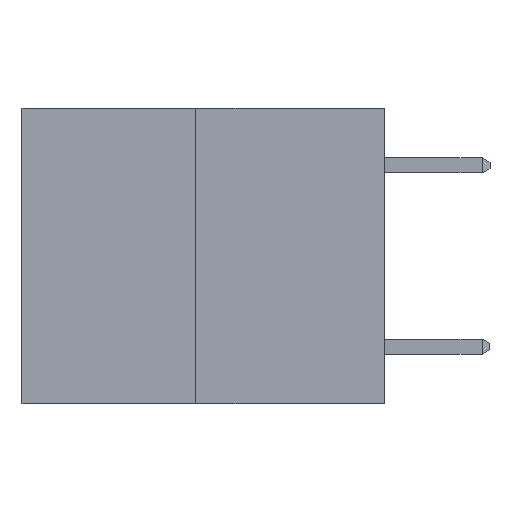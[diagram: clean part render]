
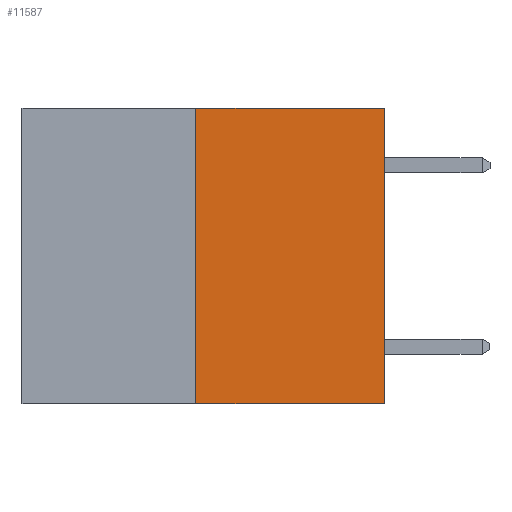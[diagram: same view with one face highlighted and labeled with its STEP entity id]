
A CAD part, left-side view. The second image highlights one B-rep face of the part: STEP entity #11587.
In plain terms, the highlighted planar face has unit normal (-1, 0, 0).
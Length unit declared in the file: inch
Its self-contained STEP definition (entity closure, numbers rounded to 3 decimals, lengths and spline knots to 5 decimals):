
#170 = DIRECTION ( 'NONE',  ( 1., 0., 0. ) ) ;
#330 = VECTOR ( 'NONE', #626, 39.37008 ) ;
#626 = DIRECTION ( 'NONE',  ( 0., -1., 0. ) ) ;
#942 = FACE_OUTER_BOUND ( 'NONE', #7846, .T. ) ;
#1457 = VERTEX_POINT ( 'NONE', #7316 ) ;
#1660 = ORIENTED_EDGE ( 'NONE', *, *, #10742, .F. ) ;
#1692 = CARTESIAN_POINT ( 'NONE',  ( 0., 0.6, -0.49 ) ) ;
#2300 = CARTESIAN_POINT ( 'NONE',  ( 0., 0., 0. ) ) ;
#2472 = CARTESIAN_POINT ( 'NONE',  ( 0., 0.6, 0. ) ) ;
#2904 = VERTEX_POINT ( 'NONE', #10152 ) ;
#4242 = DIRECTION ( 'NONE',  ( 0., 0., 1. ) ) ;
#4635 = DIRECTION ( 'NONE',  ( 0., -1., 0. ) ) ;
#4883 = ORIENTED_EDGE ( 'NONE', *, *, #6874, .F. ) ;
#5355 = VECTOR ( 'NONE', #5523, 39.37008 ) ;
#5436 = ORIENTED_EDGE ( 'NONE', *, *, #8466, .T. ) ;
#5523 = DIRECTION ( 'NONE',  ( 0., 0., 1. ) ) ;
#5776 = CARTESIAN_POINT ( 'NONE',  ( 0., 0.6, 0. ) ) ;
#6131 = EDGE_CURVE ( 'NONE', #6651, #2904, #6901, .T. ) ;
#6651 = VERTEX_POINT ( 'NONE', #10198 ) ;
#6874 = EDGE_CURVE ( 'NONE', #6651, #1457, #7135, .T. ) ;
#6901 = LINE ( 'NONE', #1692, #330 ) ;
#7135 = LINE ( 'NONE', #7527, #10808 ) ;
#7316 = CARTESIAN_POINT ( 'NONE',  ( 0., 0.312, 0. ) ) ;
#7527 = CARTESIAN_POINT ( 'NONE',  ( 0., 0.312, -0.49 ) ) ;
#7846 = EDGE_LOOP ( 'NONE', ( #4883, #9619, #5436, #1660 ) ) ;
#7904 = DIRECTION ( 'NONE',  ( 0., 0., -1. ) ) ;
#8466 = EDGE_CURVE ( 'NONE', #2904, #11181, #8835, .T. ) ;
#8835 = LINE ( 'NONE', #2300, #5355 ) ;
#9619 = ORIENTED_EDGE ( 'NONE', *, *, #6131, .T. ) ;
#10152 = CARTESIAN_POINT ( 'NONE',  ( 0., 0., -0.49 ) ) ;
#10198 = CARTESIAN_POINT ( 'NONE',  ( 0., 0.312, -0.49 ) ) ;
#10742 = EDGE_CURVE ( 'NONE', #1457, #11181, #13305, .T. ) ;
#10808 = VECTOR ( 'NONE', #4242, 39.37008 ) ;
#11181 = VERTEX_POINT ( 'NONE', #12015 ) ;
#11587 = ADVANCED_FACE ( 'NONE', ( #942 ), #13477, .F. ) ;
#12015 = CARTESIAN_POINT ( 'NONE',  ( 0., 0., 0. ) ) ;
#12254 = VECTOR ( 'NONE', #4635, 39.37008 ) ;
#12907 = AXIS2_PLACEMENT_3D ( 'NONE', #5776, #170, #7904 ) ;
#13305 = LINE ( 'NONE', #2472, #12254 ) ;
#13477 = PLANE ( 'NONE',  #12907 ) ;
